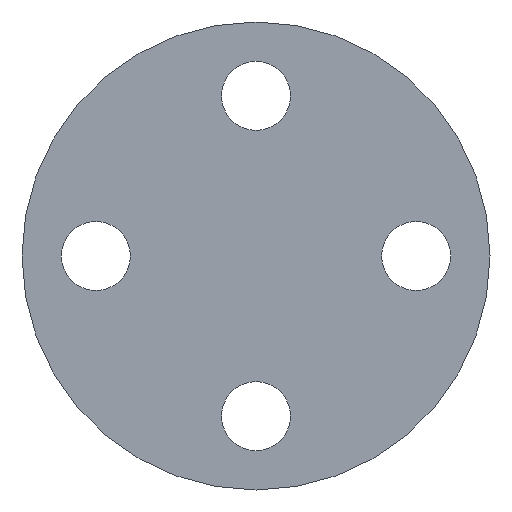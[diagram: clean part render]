
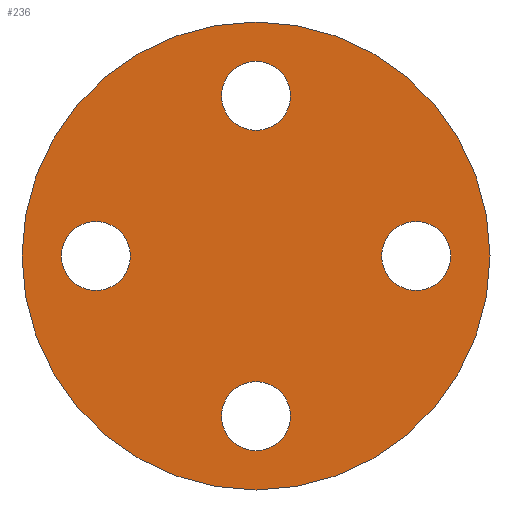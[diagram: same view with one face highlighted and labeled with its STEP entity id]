
A CAD part, front view. The second image highlights one B-rep face of the part: STEP entity #236.
In plain terms, the highlighted planar face has unit normal (0, -1, 0).
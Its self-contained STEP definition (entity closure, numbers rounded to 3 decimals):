
#1 = DIRECTION ( 'NONE',  ( 0., 1., 0. ) ) ;
#2 = VERTEX_POINT ( 'NONE', #389 ) ;
#4 = DIRECTION ( 'NONE',  ( 0., -1., 0. ) ) ;
#7 = DIRECTION ( 'NONE',  ( 0., 0., 1. ) ) ;
#9 = ORIENTED_EDGE ( 'NONE', *, *, #111, .F. ) ;
#18 = DIRECTION ( 'NONE',  ( 0., 0., 1. ) ) ;
#25 = VERTEX_POINT ( 'NONE', #279 ) ;
#28 = CARTESIAN_POINT ( 'NONE',  ( 0., 0., -39.5 ) ) ;
#43 = VERTEX_POINT ( 'NONE', #319 ) ;
#45 = AXIS2_PLACEMENT_3D ( 'NONE', #101, #134, #467 ) ;
#46 = AXIS2_PLACEMENT_3D ( 'NONE', #145, #245, #394 ) ;
#50 = VERTEX_POINT ( 'NONE', #210 ) ;
#52 = CARTESIAN_POINT ( 'NONE',  ( 0., 0., 0. ) ) ;
#63 = CARTESIAN_POINT ( 'NONE',  ( -39.5, 0., 0. ) ) ;
#68 = AXIS2_PLACEMENT_3D ( 'NONE', #267, #131, #341 ) ;
#81 = ORIENTED_EDGE ( 'NONE', *, *, #276, .F. ) ;
#82 = ORIENTED_EDGE ( 'NONE', *, *, #198, .F. ) ;
#85 = CIRCLE ( 'NONE', #464, 47.5 ) ;
#87 = DIRECTION ( 'NONE',  ( 0., 0., -1. ) ) ;
#90 = AXIS2_PLACEMENT_3D ( 'NONE', #126, #165, #419 ) ;
#91 = DIRECTION ( 'NONE',  ( 0., 1., 0. ) ) ;
#92 = VERTEX_POINT ( 'NONE', #63 ) ;
#94 = DIRECTION ( 'NONE',  ( 0., -1., 0. ) ) ;
#101 = CARTESIAN_POINT ( 'NONE',  ( -32.5, 0., 0. ) ) ;
#102 = DIRECTION ( 'NONE',  ( 0., 0., 1. ) ) ;
#103 = EDGE_LOOP ( 'NONE', ( #374, #397 ) ) ;
#107 = EDGE_CURVE ( 'NONE', #50, #25, #85, .T. ) ;
#111 = EDGE_CURVE ( 'NONE', #273, #183, #252, .T. ) ;
#121 = ORIENTED_EDGE ( 'NONE', *, *, #107, .F. ) ;
#126 = CARTESIAN_POINT ( 'NONE',  ( 32.5, 0., 0. ) ) ;
#127 = DIRECTION ( 'NONE',  ( 0., -1., 0. ) ) ;
#131 = DIRECTION ( 'NONE',  ( 0., -1., 0. ) ) ;
#134 = DIRECTION ( 'NONE',  ( 0., -1., 0. ) ) ;
#138 = EDGE_CURVE ( 'NONE', #25, #50, #156, .T. ) ;
#145 = CARTESIAN_POINT ( 'NONE',  ( 0., 0., -32.5 ) ) ;
#149 = EDGE_CURVE ( 'NONE', #324, #43, #312, .T. ) ;
#151 = CARTESIAN_POINT ( 'NONE',  ( 0., 0., 32.5 ) ) ;
#154 = DIRECTION ( 'NONE',  ( 0., -1., 0. ) ) ;
#156 = CIRCLE ( 'NONE', #420, 47.5 ) ;
#165 = DIRECTION ( 'NONE',  ( 0., -1., 0. ) ) ;
#174 = VERTEX_POINT ( 'NONE', #345 ) ;
#179 = CIRCLE ( 'NONE', #429, 7. ) ;
#183 = VERTEX_POINT ( 'NONE', #459 ) ;
#194 = AXIS2_PLACEMENT_3D ( 'NONE', #151, #154, #7 ) ;
#196 = CIRCLE ( 'NONE', #194, 7. ) ;
#197 = EDGE_CURVE ( 'NONE', #43, #324, #233, .T. ) ;
#198 = EDGE_CURVE ( 'NONE', #183, #273, #381, .T. ) ;
#202 = EDGE_LOOP ( 'NONE', ( #344, #121 ) ) ;
#207 = ORIENTED_EDGE ( 'NONE', *, *, #421, .F. ) ;
#209 = ORIENTED_EDGE ( 'NONE', *, *, #149, .F. ) ;
#210 = CARTESIAN_POINT ( 'NONE',  ( 0., 0., -47.5 ) ) ;
#226 = EDGE_LOOP ( 'NONE', ( #355, #209 ) ) ;
#233 = CIRCLE ( 'NONE', #90, 7. ) ;
#234 = CARTESIAN_POINT ( 'NONE',  ( 0., 0., -32.5 ) ) ;
#236 = ADVANCED_FACE ( 'NONE', ( #456, #348, #343, #453, #380 ), #452, .T. ) ;
#238 = CARTESIAN_POINT ( 'NONE',  ( 25.5, 0., 0. ) ) ;
#245 = DIRECTION ( 'NONE',  ( 0., -1., 0. ) ) ;
#252 = CIRCLE ( 'NONE', #46, 7. ) ;
#267 = CARTESIAN_POINT ( 'NONE',  ( -47.5, 0., 0. ) ) ;
#272 = AXIS2_PLACEMENT_3D ( 'NONE', #385, #127, #274 ) ;
#273 = VERTEX_POINT ( 'NONE', #28 ) ;
#274 = DIRECTION ( 'NONE',  ( 1., 0., 0. ) ) ;
#276 = EDGE_CURVE ( 'NONE', #174, #92, #461, .T. ) ;
#277 = CARTESIAN_POINT ( 'NONE',  ( 0., 0., 32.5 ) ) ;
#279 = CARTESIAN_POINT ( 'NONE',  ( 0., 0., 47.5 ) ) ;
#287 = EDGE_LOOP ( 'NONE', ( #9, #82 ) ) ;
#312 = CIRCLE ( 'NONE', #272, 7. ) ;
#318 = VERTEX_POINT ( 'NONE', #460 ) ;
#319 = CARTESIAN_POINT ( 'NONE',  ( 39.5, 0., 0. ) ) ;
#324 = VERTEX_POINT ( 'NONE', #238 ) ;
#341 = DIRECTION ( 'NONE',  ( 0., 0., -1. ) ) ;
#343 = FACE_BOUND ( 'NONE', #226, .T. ) ;
#344 = ORIENTED_EDGE ( 'NONE', *, *, #138, .F. ) ;
#345 = CARTESIAN_POINT ( 'NONE',  ( -25.5, 0., 0. ) ) ;
#348 = FACE_BOUND ( 'NONE', #103, .T. ) ;
#349 = DIRECTION ( 'NONE',  ( 0., 0., 1. ) ) ;
#350 = DIRECTION ( 'NONE',  ( 0., -1., 0. ) ) ;
#355 = ORIENTED_EDGE ( 'NONE', *, *, #197, .F. ) ;
#364 = AXIS2_PLACEMENT_3D ( 'NONE', #234, #350, #87 ) ;
#365 = EDGE_LOOP ( 'NONE', ( #207, #81 ) ) ;
#372 = EDGE_CURVE ( 'NONE', #318, #2, #179, .T. ) ;
#374 = ORIENTED_EDGE ( 'NONE', *, *, #372, .F. ) ;
#380 = FACE_OUTER_BOUND ( 'NONE', #202, .T. ) ;
#381 = CIRCLE ( 'NONE', #364, 7. ) ;
#385 = CARTESIAN_POINT ( 'NONE',  ( 32.5, 0., 0. ) ) ;
#389 = CARTESIAN_POINT ( 'NONE',  ( 0., 0., 25.5 ) ) ;
#394 = DIRECTION ( 'NONE',  ( 0., 0., -1. ) ) ;
#397 = ORIENTED_EDGE ( 'NONE', *, *, #440, .F. ) ;
#400 = DIRECTION ( 'NONE',  ( -1., 0., 0. ) ) ;
#404 = CIRCLE ( 'NONE', #469, 7. ) ;
#419 = DIRECTION ( 'NONE',  ( 1., 0., 0. ) ) ;
#420 = AXIS2_PLACEMENT_3D ( 'NONE', #52, #91, #18 ) ;
#421 = EDGE_CURVE ( 'NONE', #92, #174, #404, .T. ) ;
#429 = AXIS2_PLACEMENT_3D ( 'NONE', #277, #94, #349 ) ;
#435 = CARTESIAN_POINT ( 'NONE',  ( 0., 0., 0. ) ) ;
#440 = EDGE_CURVE ( 'NONE', #2, #318, #196, .T. ) ;
#441 = CARTESIAN_POINT ( 'NONE',  ( -32.5, 0., 0. ) ) ;
#452 = PLANE ( 'NONE',  #68 ) ;
#453 = FACE_BOUND ( 'NONE', #287, .T. ) ;
#456 = FACE_BOUND ( 'NONE', #365, .T. ) ;
#459 = CARTESIAN_POINT ( 'NONE',  ( 0., 0., -25.5 ) ) ;
#460 = CARTESIAN_POINT ( 'NONE',  ( 0., 0., 39.5 ) ) ;
#461 = CIRCLE ( 'NONE', #45, 7. ) ;
#464 = AXIS2_PLACEMENT_3D ( 'NONE', #435, #1, #102 ) ;
#467 = DIRECTION ( 'NONE',  ( -1., 0., 0. ) ) ;
#469 = AXIS2_PLACEMENT_3D ( 'NONE', #441, #4, #400 ) ;
